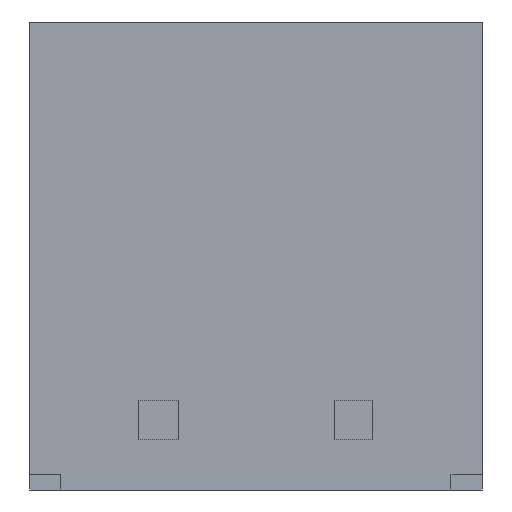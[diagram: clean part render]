
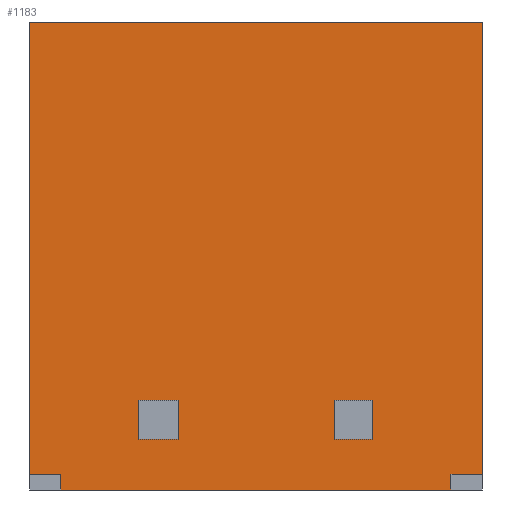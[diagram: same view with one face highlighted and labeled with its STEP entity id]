
A CAD part, front view. The second image highlights one B-rep face of the part: STEP entity #1183.
In plain terms, the highlighted planar face has unit normal (0, -1, 0).
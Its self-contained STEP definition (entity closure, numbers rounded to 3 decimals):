
#158=DIRECTION('',(0.,0.,-1.));
#159=VECTOR('',#158,11.6);
#160=CARTESIAN_POINT('',(-5.8,-3.9,0.));
#161=LINE('',#160,#159);
#186=DIRECTION('',(1.,0.,0.));
#187=VECTOR('',#186,10.);
#188=CARTESIAN_POINT('',(-5.,-3.9,-12.));
#189=LINE('',#188,#187);
#198=DIRECTION('',(0.,0.,1.));
#199=VECTOR('',#198,0.4);
#200=CARTESIAN_POINT('',(5.,-3.9,-12.));
#201=LINE('',#200,#199);
#202=DIRECTION('',(0.,0.,1.));
#203=VECTOR('',#202,0.4);
#204=CARTESIAN_POINT('',(-5.,-3.9,-12.));
#205=LINE('',#204,#203);
#206=DIRECTION('',(1.,0.,0.));
#207=VECTOR('',#206,0.8);
#208=CARTESIAN_POINT('',(-5.8,-3.9,-11.6));
#209=LINE('',#208,#207);
#210=DIRECTION('',(1.,0.,0.));
#211=VECTOR('',#210,11.6);
#212=CARTESIAN_POINT('',(-5.8,-3.9,0.));
#213=LINE('',#212,#211);
#214=DIRECTION('',(-1.,0.,0.));
#215=VECTOR('',#214,0.8);
#216=CARTESIAN_POINT('',(5.8,-3.9,-11.6));
#217=LINE('',#216,#215);
#218=DIRECTION('',(0.,0.,-1.));
#219=VECTOR('',#218,1.);
#220=CARTESIAN_POINT('',(-3.,-3.9,-9.7));
#221=LINE('',#220,#219);
#222=DIRECTION('',(1.,0.,0.));
#223=VECTOR('',#222,1.);
#224=CARTESIAN_POINT('',(-3.,-3.9,-10.7));
#225=LINE('',#224,#223);
#226=DIRECTION('',(0.,0.,1.));
#227=VECTOR('',#226,1.);
#228=CARTESIAN_POINT('',(-2.,-3.9,-10.7));
#229=LINE('',#228,#227);
#230=DIRECTION('',(-1.,0.,0.));
#231=VECTOR('',#230,1.);
#232=CARTESIAN_POINT('',(-2.,-3.9,-9.7));
#233=LINE('',#232,#231);
#234=DIRECTION('',(0.,0.,-1.));
#235=VECTOR('',#234,1.);
#236=CARTESIAN_POINT('',(2.,-3.9,-9.7));
#237=LINE('',#236,#235);
#238=DIRECTION('',(1.,0.,0.));
#239=VECTOR('',#238,1.);
#240=CARTESIAN_POINT('',(2.,-3.9,-10.7));
#241=LINE('',#240,#239);
#242=DIRECTION('',(0.,0.,1.));
#243=VECTOR('',#242,1.);
#244=CARTESIAN_POINT('',(3.,-3.9,-10.7));
#245=LINE('',#244,#243);
#246=DIRECTION('',(-1.,0.,0.));
#247=VECTOR('',#246,1.);
#248=CARTESIAN_POINT('',(3.,-3.9,-9.7));
#249=LINE('',#248,#247);
#750=DIRECTION('',(0.,0.,-1.));
#751=VECTOR('',#750,11.6);
#752=CARTESIAN_POINT('',(5.8,-3.9,0.));
#753=LINE('',#752,#751);
#855=CARTESIAN_POINT('',(-5.8,-3.9,0.));
#857=VERTEX_POINT('',#855);
#863=CARTESIAN_POINT('',(5.8,-3.9,0.));
#865=VERTEX_POINT('',#863);
#900=CARTESIAN_POINT('',(-5.,-3.9,-12.));
#902=VERTEX_POINT('',#900);
#924=CARTESIAN_POINT('',(-5.8,-3.9,-11.6));
#926=VERTEX_POINT('',#924);
#928=CARTESIAN_POINT('',(-5.,-3.9,-11.6));
#929=VERTEX_POINT('',#928);
#956=CARTESIAN_POINT('',(-3.,-3.9,-9.7));
#957=CARTESIAN_POINT('',(-3.,-3.9,-10.7));
#958=VERTEX_POINT('',#956);
#959=VERTEX_POINT('',#957);
#960=CARTESIAN_POINT('',(-2.,-3.9,-10.7));
#961=VERTEX_POINT('',#960);
#962=CARTESIAN_POINT('',(-2.,-3.9,-9.7));
#963=VERTEX_POINT('',#962);
#979=CARTESIAN_POINT('',(5.,-3.9,-11.6));
#981=VERTEX_POINT('',#979);
#987=CARTESIAN_POINT('',(5.8,-3.9,-11.6));
#988=VERTEX_POINT('',#987);
#991=CARTESIAN_POINT('',(5.,-3.9,-12.));
#992=VERTEX_POINT('',#991);
#1019=CARTESIAN_POINT('',(2.,-3.9,-9.7));
#1020=VERTEX_POINT('',#1019);
#1021=CARTESIAN_POINT('',(2.,-3.9,-10.7));
#1022=VERTEX_POINT('',#1021);
#1023=CARTESIAN_POINT('',(3.,-3.9,-10.7));
#1024=VERTEX_POINT('',#1023);
#1025=CARTESIAN_POINT('',(3.,-3.9,-9.7));
#1026=VERTEX_POINT('',#1025);
#1144=CARTESIAN_POINT('',(-5.8,-3.9,0.));
#1145=DIRECTION('',(0.,-1.,0.));
#1146=DIRECTION('',(0.,0.,-1.));
#1147=AXIS2_PLACEMENT_3D('',#1144,#1145,#1146);
#1148=PLANE('',#1147);
#1149=ORIENTED_EDGE('',*,*,#1124,.F.);
#1150=ORIENTED_EDGE('',*,*,#1109,.F.);
#1152=ORIENTED_EDGE('',*,*,#1151,.T.);
#1154=ORIENTED_EDGE('',*,*,#1153,.F.);
#1155=ORIENTED_EDGE('',*,*,#1082,.F.);
#1157=ORIENTED_EDGE('',*,*,#1156,.T.);
#1159=ORIENTED_EDGE('',*,*,#1158,.T.);
#1160=ORIENTED_EDGE('',*,*,#1135,.T.);
#1161=EDGE_LOOP('',(#1149,#1150,#1152,#1154,#1155,#1157,#1159,#1160));
#1162=FACE_OUTER_BOUND('',#1161,.F.);
#1164=ORIENTED_EDGE('',*,*,#1163,.T.);
#1166=ORIENTED_EDGE('',*,*,#1165,.T.);
#1168=ORIENTED_EDGE('',*,*,#1167,.T.);
#1170=ORIENTED_EDGE('',*,*,#1169,.T.);
#1171=EDGE_LOOP('',(#1164,#1166,#1168,#1170));
#1172=FACE_BOUND('',#1171,.F.);
#1174=ORIENTED_EDGE('',*,*,#1173,.T.);
#1176=ORIENTED_EDGE('',*,*,#1175,.T.);
#1178=ORIENTED_EDGE('',*,*,#1177,.T.);
#1180=ORIENTED_EDGE('',*,*,#1179,.T.);
#1181=EDGE_LOOP('',(#1174,#1176,#1178,#1180));
#1182=FACE_BOUND('',#1181,.F.);
#1082=EDGE_CURVE('',#857,#926,#161,.T.);
#1109=EDGE_CURVE('',#902,#992,#189,.T.);
#1124=EDGE_CURVE('',#992,#981,#201,.T.);
#1135=EDGE_CURVE('',#988,#981,#217,.T.);
#1151=EDGE_CURVE('',#902,#929,#205,.T.);
#1153=EDGE_CURVE('',#926,#929,#209,.T.);
#1156=EDGE_CURVE('',#857,#865,#213,.T.);
#1158=EDGE_CURVE('',#865,#988,#753,.T.);
#1163=EDGE_CURVE('',#958,#959,#221,.T.);
#1165=EDGE_CURVE('',#959,#961,#225,.T.);
#1167=EDGE_CURVE('',#961,#963,#229,.T.);
#1169=EDGE_CURVE('',#963,#958,#233,.T.);
#1173=EDGE_CURVE('',#1020,#1022,#237,.T.);
#1175=EDGE_CURVE('',#1022,#1024,#241,.T.);
#1177=EDGE_CURVE('',#1024,#1026,#245,.T.);
#1179=EDGE_CURVE('',#1026,#1020,#249,.T.);
#1183=ADVANCED_FACE('',(#1162,#1172,#1182),#1148,.T.);
